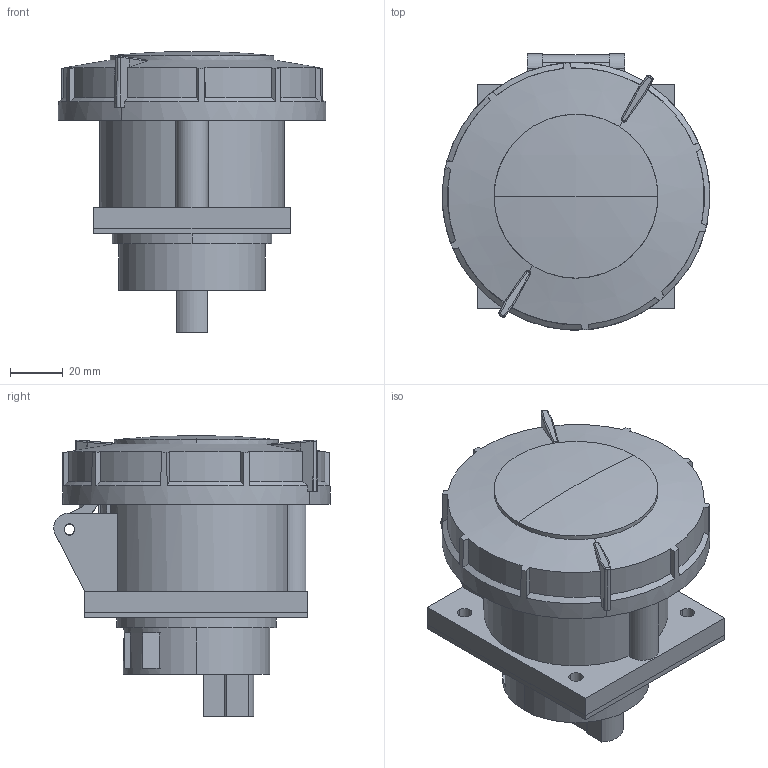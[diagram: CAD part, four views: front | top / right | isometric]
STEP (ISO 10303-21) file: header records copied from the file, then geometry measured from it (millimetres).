
FILE_DESCRIPTION (( 'STEP AP214' ), '1' );
FILE_NAME ('PSR62-032-5-0-67 Ðîçåòêà âñòð. ïð. ÑÑÈ-6252 32À-6÷ 380Â 3P+PE+N IP67 IEK.STEP', '2025-12-12T11:34:49', ( '' ), ( '' ), 'SwSTEP 2.0', 'SolidWorks 2022', '' );
FILE_SCHEMA (( 'AUTOMOTIVE_DESIGN' ));
Length unit declared in the file: millimetre
Products named in the file (1): PSR62-032-5-0-67 Розетка встр. пр. ССИ-6252 32А-6ч 380В 3P+PE+N IP67 IEK
Bounding box: 101.94 x 105.24 x 107 mm (x, y, z)
Volume: 335795.3 mm3; surface area: 101283.7 mm2
Topology: 2 solids, 2 shells, 582 faces, 1575 edges, 1033 vertices
Faces by surface type: plane 316, cylinder 181, cone 61, bspline 16, sphere 8
Entity records: 20349 total; most frequent: CARTESIAN_POINT 5739, ORIENTED_EDGE 3134, DIRECTION 2924, EDGE_CURVE 1567, AXIS2_PLACEMENT_3D 1040, VERTEX_POINT 1033, VECTOR 844, LINE 844
